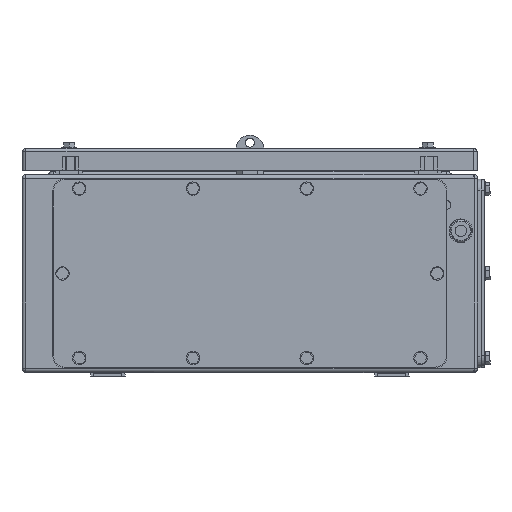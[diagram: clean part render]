
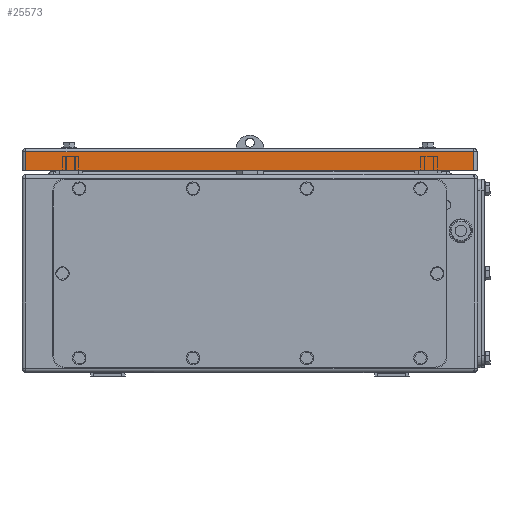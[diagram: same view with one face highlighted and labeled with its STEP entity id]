
A CAD part, left-side view. The second image highlights one B-rep face of the part: STEP entity #25573.
In plain terms, the highlighted planar face has unit normal (-1, 0, 0).
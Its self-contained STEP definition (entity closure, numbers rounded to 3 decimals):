
#25546=AXIS2_PLACEMENT_3D('Plane Axis2P3D',#25543,#25544,#25545) ;
#25176=CARTESIAN_POINT('Vertex',(41.,14.5,200.5)) ;
#25183=CARTESIAN_POINT('Vertex',(41.,413.5,200.5)) ;
#25186=CARTESIAN_POINT('Line Origine',(41.,214.,200.5)) ;
#25543=CARTESIAN_POINT('Axis2P3D Location',(41.,11.5,183.5)) ;
#25548=CARTESIAN_POINT('Line Origine',(41.,14.5,192.)) ;
#25552=CARTESIAN_POINT('Vertex',(41.,14.5,183.5)) ;
#25555=CARTESIAN_POINT('Line Origine',(41.,413.5,192.)) ;
#25559=CARTESIAN_POINT('Vertex',(41.,413.5,183.5)) ;
#25562=CARTESIAN_POINT('Line Origine',(41.,214.,183.5)) ;
#25187=DIRECTION('Vector Direction',(0.,1.,0.)) ;
#25544=DIRECTION('Axis2P3D Direction',(-1.,0.,0.)) ;
#25545=DIRECTION('Axis2P3D XDirection',(0.,-1.,0.)) ;
#25549=DIRECTION('Vector Direction',(0.,0.,1.)) ;
#25556=DIRECTION('Vector Direction',(0.,0.,-1.)) ;
#25563=DIRECTION('Vector Direction',(0.,-1.,0.)) ;
#25188=VECTOR('Line Direction',#25187,1.) ;
#25550=VECTOR('Line Direction',#25549,1.) ;
#25557=VECTOR('Line Direction',#25556,1.) ;
#25564=VECTOR('Line Direction',#25563,1.) ;
#25568=ORIENTED_EDGE('',*,*,#25554,.T.) ;
#25569=ORIENTED_EDGE('',*,*,#25190,.T.) ;
#25570=ORIENTED_EDGE('',*,*,#25561,.T.) ;
#25571=ORIENTED_EDGE('',*,*,#25566,.T.) ;
#25573=ADVANCED_FACE('40798_ASM_DE_KTB_MH_XXXxXXX_S3D-1/40798_DE_KTB_MH_XXXxXXX_S3D-1-solid1',(#25572),#25547,.T.) ;
#25190=EDGE_CURVE('',#25177,#25184,#25189,.T.) ;
#25554=EDGE_CURVE('',#25553,#25177,#25551,.T.) ;
#25561=EDGE_CURVE('',#25184,#25560,#25558,.T.) ;
#25566=EDGE_CURVE('',#25560,#25553,#25565,.T.) ;
#25567=EDGE_LOOP('',(#25568,#25569,#25570,#25571)) ;
#25572=FACE_OUTER_BOUND('',#25567,.T.) ;
#25189=LINE('Line',#25186,#25188) ;
#25551=LINE('Line',#25548,#25550) ;
#25558=LINE('Line',#25555,#25557) ;
#25565=LINE('Line',#25562,#25564) ;
#25547=PLANE('',#25546) ;
#25177=VERTEX_POINT('',#25176) ;
#25184=VERTEX_POINT('',#25183) ;
#25553=VERTEX_POINT('',#25552) ;
#25560=VERTEX_POINT('',#25559) ;
